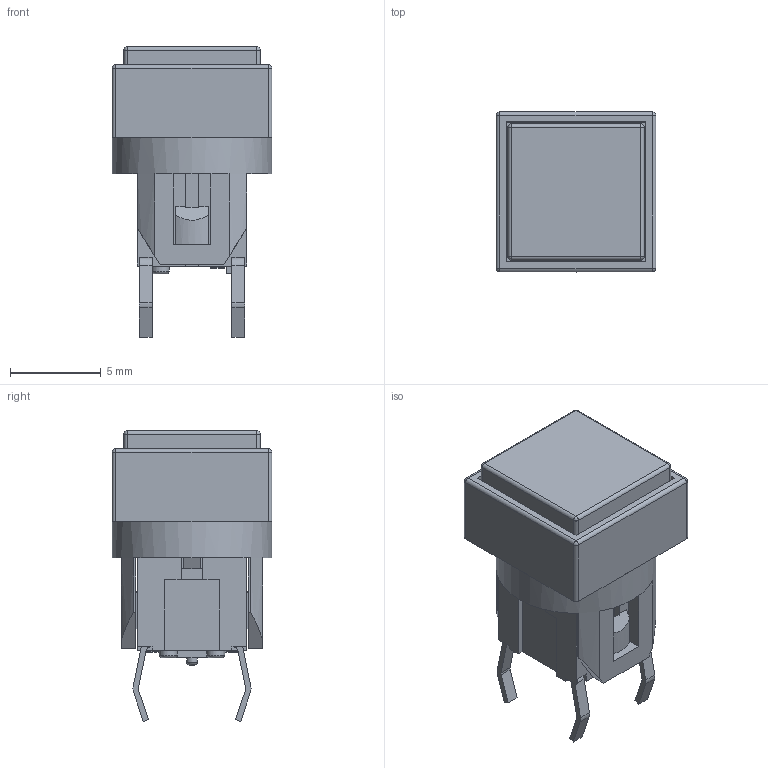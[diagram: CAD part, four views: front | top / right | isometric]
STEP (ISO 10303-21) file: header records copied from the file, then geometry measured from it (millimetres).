
FILE_DESCRIPTION(/* description */ (''),/* implementation_level */ '2;1');
FILE_NAME(/* name */ 'TL1220S2BxxxN.stp',/* time_stamp */ '2026-01-12T10:43:42-06:00',/* author */ ('jmeyers'),/* organization */ (''),/* preprocessor_version */ 'ST-DEVELOPER v18.1',/* originating_system */ 'Autodesk Inventor 2022',/* authorisation */ '');
FILE_SCHEMA (('AUTOMOTIVE_DESIGN { 1 0 10303 214 3 1 1 }'));
Length unit declared in the file: inch
Products named in the file (1): Part8
Bounding box: 8.8 x 8.8 x 16 mm (x, y, z)
Volume: 618.3 mm3; surface area: 1115.5 mm2
Topology: 1 solids, 1 shells, 365 faces, 1059 edges, 667 vertices
Faces by surface type: plane 288, cylinder 65, sphere 8, torus 2, cone 1, bspline 1
Full cylindrical faces by diameter (mm): 1 x3, 3.7 x1, 8.8 x1
Entity records: 11868 total; most frequent: CARTESIAN_POINT 2130, ORIENTED_EDGE 2102, DIRECTION 1917, EDGE_CURVE 1051, LINE 911, VECTOR 911, VERTEX_POINT 667, AXIS2_PLACEMENT_3D 503
